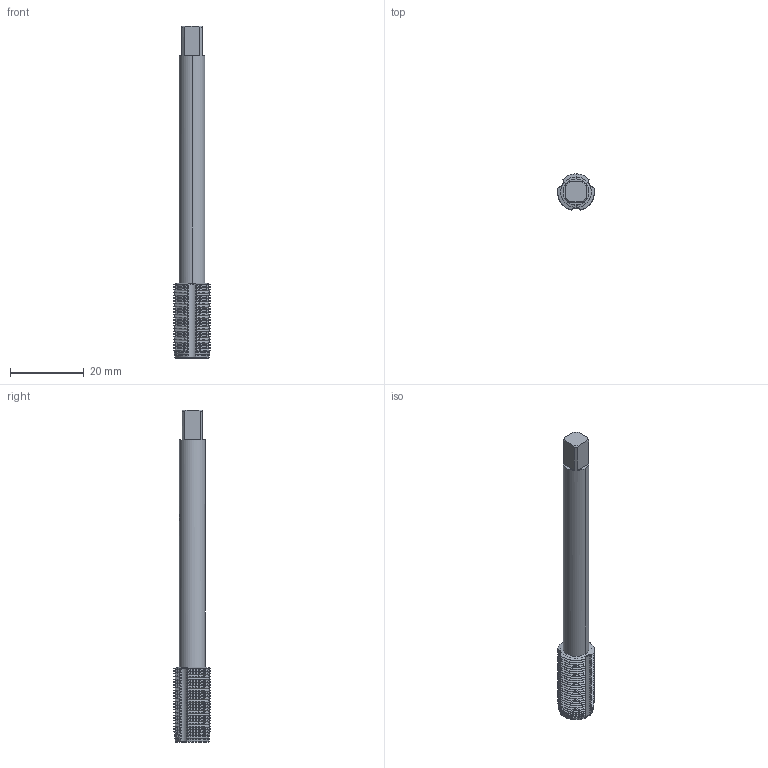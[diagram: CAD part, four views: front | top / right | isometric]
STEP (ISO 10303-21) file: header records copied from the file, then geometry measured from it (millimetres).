
FILE_DESCRIPTION(('no description'),'unknown implementation level');
FILE_NAME('solidWV0aKckslgmNLKaq32RrqkrIvH8_1.STP',' ',('CIM GmbH Aachen'),('CADClick - KiM GmbH - www.kimweb.de'),'unknown preprocess','ACIS','unknown authorization');
FILE_SCHEMA(('automotive_design'));
Length unit declared in the file: millimetre
Products named in the file (2): 1; 2
Bounding box: 10 x 9.83 x 90 mm (x, y, z)
Volume: 4006.3 mm3; surface area: 3673.7 mm2
Topology: 2 solids, 2 shells, 567 faces, 1574 edges, 1011 vertices
Faces by surface type: cone 300, cylinder 247, plane 17, torus 3
Entity records: 37400 total; most frequent: CARTESIAN_POINT 5579, STYLED_ITEM 3154, PRESENTATION_STYLE_ASSIGNMENT 3154, COLOUR_RGB 3154, ORIENTED_EDGE 3148, DIRECTION 2979, EDGE_CURVE 1574, CURVE_STYLE 1574
